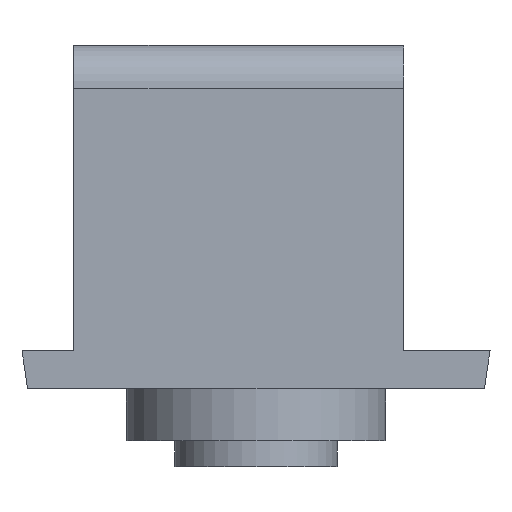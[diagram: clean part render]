
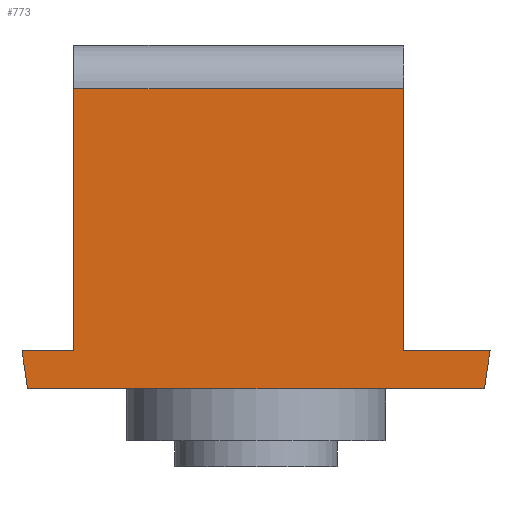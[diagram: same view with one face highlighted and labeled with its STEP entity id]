
A CAD part, front view. The second image highlights one B-rep face of the part: STEP entity #773.
In plain terms, the highlighted planar face has unit normal (0, -1, 0).
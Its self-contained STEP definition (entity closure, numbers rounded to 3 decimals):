
#27=(
BOUNDED_CURVE()
B_SPLINE_CURVE(5,(#1263,#1264,#1265,#1266,#1267,#1268),.UNSPECIFIED.,.F.,
 .F.)
B_SPLINE_CURVE_WITH_KNOTS((6,6),(0.513,0.599),
 .UNSPECIFIED.)
CURVE()
GEOMETRIC_REPRESENTATION_ITEM()
RATIONAL_B_SPLINE_CURVE((1.,1.,1.,1.,1.,1.))
REPRESENTATION_ITEM('')
);
#28=(
BOUNDED_CURVE()
B_SPLINE_CURVE(5,(#1279,#1280,#1281,#1282,#1283,#1284),.UNSPECIFIED.,.F.,
 .F.)
B_SPLINE_CURVE_WITH_KNOTS((6,6),(-0.599,-0.513),
 .UNSPECIFIED.)
CURVE()
GEOMETRIC_REPRESENTATION_ITEM()
RATIONAL_B_SPLINE_CURVE((1.,1.,1.,1.,1.,1.))
REPRESENTATION_ITEM('')
);
#55=LINE('',#1261,#113);
#56=LINE('',#1270,#114);
#57=LINE('',#1272,#115);
#58=LINE('',#1274,#116);
#59=LINE('',#1276,#117);
#60=LINE('',#1278,#118);
#113=VECTOR('',#1026,10.);
#114=VECTOR('',#1027,10.);
#115=VECTOR('',#1028,10.);
#116=VECTOR('',#1029,10.);
#117=VECTOR('',#1030,10.);
#118=VECTOR('',#1031,10.);
#208=FACE_OUTER_BOUND('',#270,.T.);
#270=EDGE_LOOP('',(#606,#607,#608,#609,#610,#611,#612,#613));
#385=VERTEX_POINT('',#1259);
#386=VERTEX_POINT('',#1260);
#387=VERTEX_POINT('',#1262);
#388=VERTEX_POINT('',#1269);
#389=VERTEX_POINT('',#1271);
#390=VERTEX_POINT('',#1273);
#391=VERTEX_POINT('',#1275);
#392=VERTEX_POINT('',#1277);
#468=EDGE_CURVE('',#385,#386,#55,.T.);
#469=EDGE_CURVE('',#385,#387,#27,.T.);
#470=EDGE_CURVE('',#388,#387,#56,.T.);
#471=EDGE_CURVE('',#388,#389,#57,.T.);
#472=EDGE_CURVE('',#390,#389,#58,.T.);
#473=EDGE_CURVE('',#391,#390,#59,.T.);
#474=EDGE_CURVE('',#392,#391,#60,.T.);
#475=EDGE_CURVE('',#392,#386,#28,.T.);
#606=ORIENTED_EDGE('',*,*,#468,.F.);
#607=ORIENTED_EDGE('',*,*,#469,.T.);
#608=ORIENTED_EDGE('',*,*,#470,.F.);
#609=ORIENTED_EDGE('',*,*,#471,.T.);
#610=ORIENTED_EDGE('',*,*,#472,.F.);
#611=ORIENTED_EDGE('',*,*,#473,.F.);
#612=ORIENTED_EDGE('',*,*,#474,.F.);
#613=ORIENTED_EDGE('',*,*,#475,.T.);
#732=PLANE('',#855);
#773=ADVANCED_FACE('',(#208),#732,.T.);
#855=AXIS2_PLACEMENT_3D('',#1258,#1024,#1025);
#1024=DIRECTION('center_axis',(0.,-1.,0.));
#1025=DIRECTION('ref_axis',(0.,0.,-1.));
#1026=DIRECTION('',(-1.,0.,0.));
#1027=DIRECTION('',(1.,0.,0.));
#1028=DIRECTION('',(0.,0.,1.));
#1029=DIRECTION('',(1.,0.,0.));
#1030=DIRECTION('',(0.,0.,1.));
#1031=DIRECTION('',(1.,0.,0.));
#1258=CARTESIAN_POINT('Origin',(18.4,-25.,410.5));
#1259=CARTESIAN_POINT('',(27.757,-25.,370.739));
#1260=CARTESIAN_POINT('',(-25.157,-25.,370.739));
#1261=CARTESIAN_POINT('',(9.85,-25.,370.739));
#1262=CARTESIAN_POINT('',(28.4,-25.,375.14));
#1263=CARTESIAN_POINT('Ctrl Pts',(27.757,-25.,370.739));
#1264=CARTESIAN_POINT('Ctrl Pts',(27.878,-25.,371.648));
#1265=CARTESIAN_POINT('Ctrl Pts',(28.003,-25.,372.544));
#1266=CARTESIAN_POINT('Ctrl Pts',(28.133,-25.,373.425));
#1267=CARTESIAN_POINT('Ctrl Pts',(28.265,-25.,374.291));
#1268=CARTESIAN_POINT('Ctrl Pts',(28.4,-25.,375.14));
#1269=CARTESIAN_POINT('',(18.4,-25.,375.14));
#1270=CARTESIAN_POINT('',(9.85,-25.,375.14));
#1271=CARTESIAN_POINT('',(18.4,-25.,405.5));
#1272=CARTESIAN_POINT('',(18.4,-25.,399.31));
#1273=CARTESIAN_POINT('',(-19.8,-25.,405.5));
#1274=CARTESIAN_POINT('',(18.4,-25.,405.5));
#1275=CARTESIAN_POINT('',(-19.8,-25.,375.14));
#1276=CARTESIAN_POINT('',(-19.8,-25.,399.31));
#1277=CARTESIAN_POINT('',(-25.8,-25.,375.14));
#1278=CARTESIAN_POINT('',(9.85,-25.,375.14));
#1279=CARTESIAN_POINT('Ctrl Pts',(-25.8,-25.,375.14));
#1280=CARTESIAN_POINT('Ctrl Pts',(-25.665,-25.,374.291));
#1281=CARTESIAN_POINT('Ctrl Pts',(-25.533,-25.,373.425));
#1282=CARTESIAN_POINT('Ctrl Pts',(-25.403,-25.,372.544));
#1283=CARTESIAN_POINT('Ctrl Pts',(-25.278,-25.,371.648));
#1284=CARTESIAN_POINT('Ctrl Pts',(-25.157,-25.,370.739));
